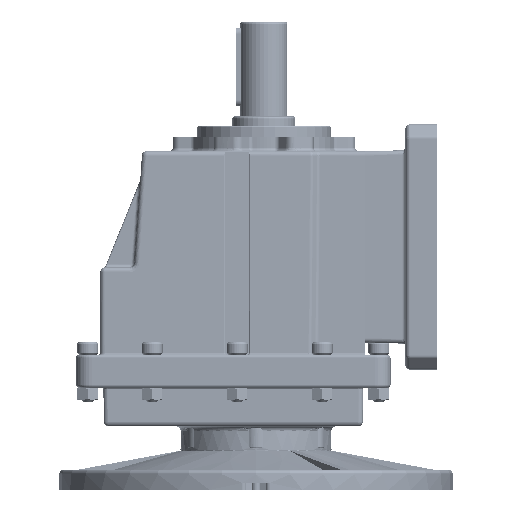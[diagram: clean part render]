
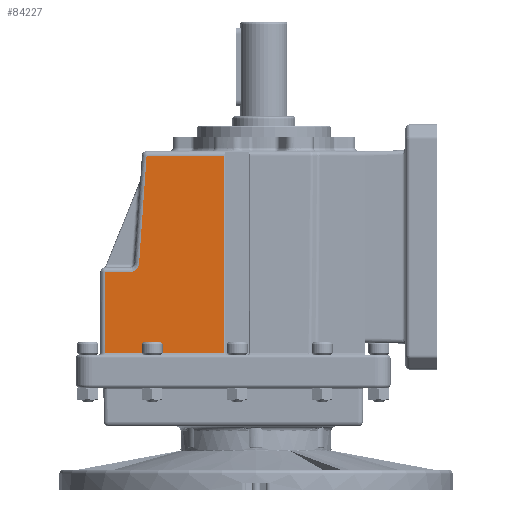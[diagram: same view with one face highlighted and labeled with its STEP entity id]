
A CAD part, left-side view. The second image highlights one B-rep face of the part: STEP entity #84227.
In plain terms, the highlighted planar face has unit normal (-1, 0, 0.009).
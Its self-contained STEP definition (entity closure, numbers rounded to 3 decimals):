
#2133 = EDGE_CURVE ( 'NONE', #84087, #132486, #114879, .T. ) ;
#4851 = VERTEX_POINT ( 'NONE', #51697 ) ;
#6845 = DIRECTION ( 'NONE',  ( 0., -1., 0. ) ) ;
#11181 = EDGE_CURVE ( 'NONE', #98939, #104966, #30391, .T. ) ;
#16976 =( BOUNDED_CURVE ( )  B_SPLINE_CURVE ( 3, ( #70581, #80918, #81893, #46476 ),
 .UNSPECIFIED., .F., .F. ) 
 B_SPLINE_CURVE_WITH_KNOTS ( ( 4, 4 ),
 ( 3.142, 4.643 ),
 .UNSPECIFIED. ) 
 CURVE ( )  GEOMETRIC_REPRESENTATION_ITEM ( )  RATIONAL_B_SPLINE_CURVE ( ( 1., 0.821, 0.821, 1. ) ) 
 REPRESENTATION_ITEM ( '' )  );
#18694 = VECTOR ( 'NONE', #105777, 1000. ) ;
#20778 = DIRECTION ( 'NONE',  ( 0., 1., 0. ) ) ;
#21209 = DIRECTION ( 'NONE',  ( -0.009, 0., -1. ) ) ;
#22793 = CARTESIAN_POINT ( 'NONE',  ( -163.595, -161.505, 249.026 ) ) ;
#23898 = AXIS2_PLACEMENT_3D ( 'NONE', #83788, #140866, #35712 ) ;
#24918 = PLANE ( 'NONE',  #23898 ) ;
#25987 = LINE ( 'NONE', #95564, #18694 ) ;
#27634 = CARTESIAN_POINT ( 'NONE',  ( -162.949, -22.977, 323.026 ) ) ;
#30391 = LINE ( 'NONE', #113959, #150990 ) ;
#35712 = DIRECTION ( 'NONE',  ( 0.009, 0., 1. ) ) ;
#38209 = FACE_OUTER_BOUND ( 'NONE', #105284, .T. ) ;
#39517 = LINE ( 'NONE', #22793, #52273 ) ;
#41212 = CARTESIAN_POINT ( 'NONE',  ( -162.949, -72.005, 323.026 ) ) ;
#41884 = CARTESIAN_POINT ( 'NONE',  ( -163.595, 3.495, 249.026 ) ) ;
#45909 = ORIENTED_EDGE ( 'NONE', *, *, #11181, .T. ) ;
#46476 = CARTESIAN_POINT ( 'NONE',  ( -163.546, -18.193, 254.608 ) ) ;
#48302 = LINE ( 'NONE', #117468, #92280 ) ;
#51502 = VERTEX_POINT ( 'NONE', #41884 ) ;
#51697 = CARTESIAN_POINT ( 'NONE',  ( -163.546, -18.193, 254.608 ) ) ;
#52273 = VECTOR ( 'NONE', #20778, 1000. ) ;
#52321 = CARTESIAN_POINT ( 'NONE',  ( -164.045, -72.005, 197.491 ) ) ;
#63475 = ORIENTED_EDGE ( 'NONE', *, *, #87456, .T. ) ;
#70581 = CARTESIAN_POINT ( 'NONE',  ( -163.595, -12.207, 249.026 ) ) ;
#70649 = ORIENTED_EDGE ( 'NONE', *, *, #147470, .T. ) ;
#72556 = VERTEX_POINT ( 'NONE', #146167 ) ;
#72783 = EDGE_CURVE ( 'NONE', #72556, #4851, #16976, .T. ) ;
#74169 = ORIENTED_EDGE ( 'NONE', *, *, #72783, .F. ) ;
#80419 = LINE ( 'NONE', #113694, #147786 ) ;
#80918 = CARTESIAN_POINT ( 'NONE',  ( -163.595, -15.53, 249.026 ) ) ;
#81288 = CARTESIAN_POINT ( 'NONE',  ( -164.045, 3.495, 197.491 ) ) ;
#81892 = EDGE_CURVE ( 'NONE', #132486, #98939, #25987, .T. ) ;
#81893 = CARTESIAN_POINT ( 'NONE',  ( -163.575, -17.961, 251.293 ) ) ;
#83788 = CARTESIAN_POINT ( 'NONE',  ( -164.053, -161.505, 196.5 ) ) ;
#84087 = VERTEX_POINT ( 'NONE', #81288 ) ;
#84227 = ADVANCED_FACE ( 'NONE', ( #38209 ), #24918, .T. ) ;
#87456 = EDGE_CURVE ( 'NONE', #72556, #51502, #39517, .T. ) ;
#87837 = ORIENTED_EDGE ( 'NONE', *, *, #81892, .T. ) ;
#90071 = DIRECTION ( 'NONE',  ( 0., 1., 0. ) ) ;
#91210 = ORIENTED_EDGE ( 'NONE', *, *, #2133, .T. ) ;
#92280 = VECTOR ( 'NONE', #117971, 1000. ) ;
#95564 = CARTESIAN_POINT ( 'NONE',  ( -164.053, -72.005, 196.5 ) ) ;
#98939 = VERTEX_POINT ( 'NONE', #41212 ) ;
#104966 = VERTEX_POINT ( 'NONE', #27634 ) ;
#105284 = EDGE_LOOP ( 'NONE', ( #70649, #91210, #87837, #45909, #128498, #74169, #63475 ) ) ;
#105777 = DIRECTION ( 'NONE',  ( 0.009, 0., 1. ) ) ;
#113694 = CARTESIAN_POINT ( 'NONE',  ( -164.053, 3.495, 196.5 ) ) ;
#113959 = CARTESIAN_POINT ( 'NONE',  ( -162.949, -161.505, 323.026 ) ) ;
#114879 = LINE ( 'NONE', #52321, #140425 ) ;
#117468 = CARTESIAN_POINT ( 'NONE',  ( -163.964, -14.846, 206.755 ) ) ;
#117971 = DIRECTION ( 'NONE',  ( -0.009, 0.07, -0.998 ) ) ;
#126760 = EDGE_CURVE ( 'NONE', #104966, #4851, #48302, .T. ) ;
#128498 = ORIENTED_EDGE ( 'NONE', *, *, #126760, .T. ) ;
#132486 = VERTEX_POINT ( 'NONE', #147019 ) ;
#140425 = VECTOR ( 'NONE', #6845, 1000. ) ;
#140866 = DIRECTION ( 'NONE',  ( -1., 0., 0.009 ) ) ;
#146167 = CARTESIAN_POINT ( 'NONE',  ( -163.595, -12.207, 249.026 ) ) ;
#147019 = CARTESIAN_POINT ( 'NONE',  ( -164.045, -72.005, 197.491 ) ) ;
#147470 = EDGE_CURVE ( 'NONE', #51502, #84087, #80419, .T. ) ;
#147786 = VECTOR ( 'NONE', #21209, 1000. ) ;
#150990 = VECTOR ( 'NONE', #90071, 1000. ) ;
